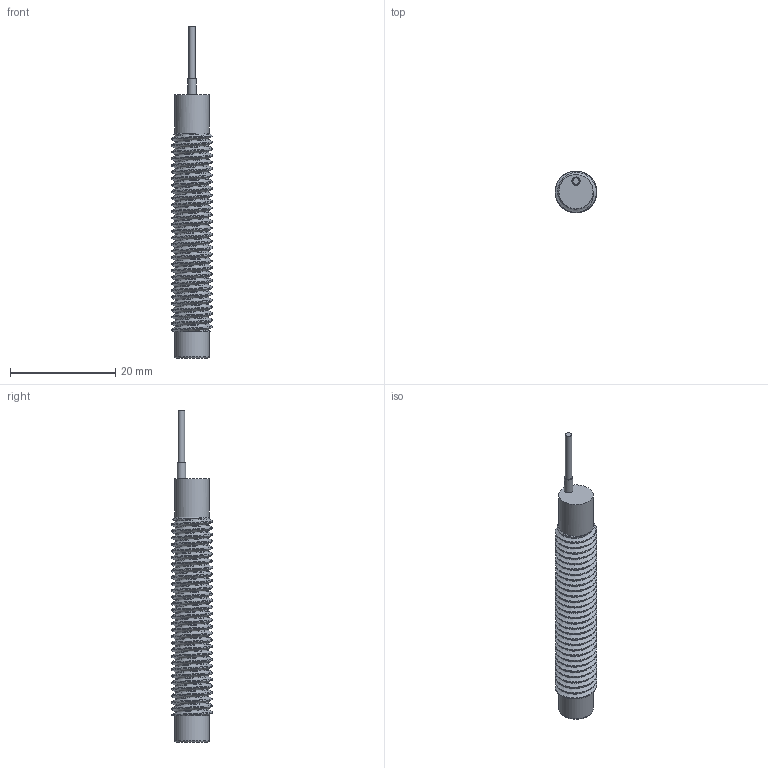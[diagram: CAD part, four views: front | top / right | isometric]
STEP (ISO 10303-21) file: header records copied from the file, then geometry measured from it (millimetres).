
FILE_DESCRIPTION(/* description */ (''),/* implementation_level */ '2;1');
FILE_NAME(/* name */ 'HW2819EC-Inductive Probe 5V - M8.step',/* time_stamp */ '2022-10-11T10:47:31+01:00',/* author */ (''),/* organization */ (''),/* preprocessor_version */ 'ST-DEVELOPER v19',/* originating_system */ 'Autodesk Translation Framework v11.7.0.108',/* authorisation */ '');
FILE_SCHEMA (('AUTOMOTIVE_DESIGN { 1 0 10303 214 3 1 1 }'));
Length unit declared in the file: millimetre
Products named in the file (1): HW2819EC
Bounding box: 7.88 x 7.88 x 63 mm (x, y, z)
Volume: 1932.2 mm3; surface area: 1772.4 mm2
Topology: 1 solids, 1 shells, 79 faces, 222 edges, 147 vertices
Faces by surface type: cylinder 66, plane 8, cone 2, bspline 2, torus 1
Full cylindrical faces by diameter (mm): 1.2 x1, 1.6 x1, 6.446 x10, 6.5 x2, 7.866 x19
Entity records: 6240 total; most frequent: CARTESIAN_POINT 4405, ORIENTED_EDGE 444, DIRECTION 261, EDGE_CURVE 222, VERTEX_POINT 147, B_SPLINE_CURVE_WITH_KNOTS 137, AXIS2_PLACEMENT_3D 98, EDGE_LOOP 81
